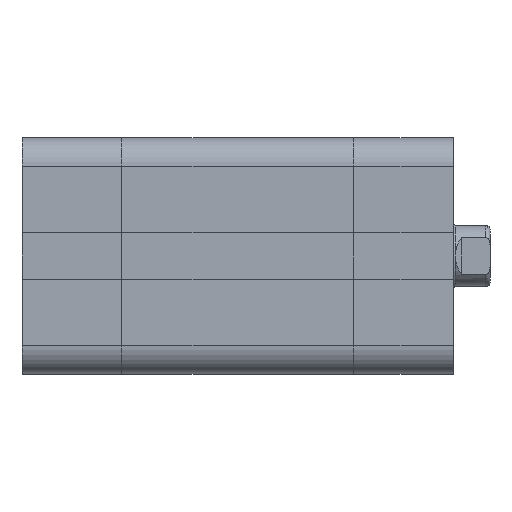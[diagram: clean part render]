
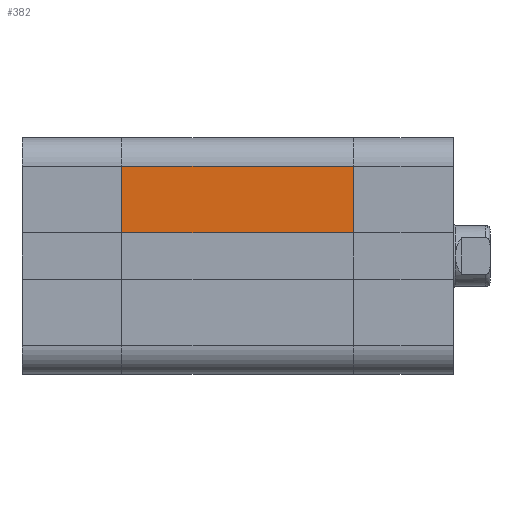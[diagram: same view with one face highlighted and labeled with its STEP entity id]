
A CAD part, front view. The second image highlights one B-rep face of the part: STEP entity #382.
In plain terms, the highlighted planar face has unit normal (0, -1, 0).
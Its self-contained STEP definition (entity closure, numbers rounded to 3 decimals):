
#253 = EDGE_LOOP ( 'NONE', ( #3211, #3213, #3202, #3209 ) ) ;
#382 = ADVANCED_FACE ( 'NONE', ( #3381 ), #5152, .T. ) ;
#1764 = EDGE_CURVE ( 'NONE', #4744, #2997, #3962, .T. ) ;
#1834 = EDGE_CURVE ( 'NONE', #3101, #4744, #4075, .T. ) ;
#1963 = EDGE_CURVE ( 'NONE', #4757, #2997, #7561, .T. ) ;
#1972 = EDGE_CURVE ( 'NONE', #3101, #4757, #7601, .T. ) ;
#2288 = AXIS2_PLACEMENT_3D ( 'NONE', #5151, #5154, #5155 ) ;
#2997 = VERTEX_POINT ( 'NONE', #7359 ) ;
#3101 = VERTEX_POINT ( 'NONE', #4433 ) ;
#3202 = ORIENTED_EDGE ( 'NONE', *, *, #1972, .F. ) ;
#3209 = ORIENTED_EDGE ( 'NONE', *, *, #1834, .T. ) ;
#3211 = ORIENTED_EDGE ( 'NONE', *, *, #1764, .T. ) ;
#3213 = ORIENTED_EDGE ( 'NONE', *, *, #1963, .F. ) ;
#3381 = FACE_OUTER_BOUND ( 'NONE', #253, .T. ) ;
#3960 = VECTOR ( 'NONE', #6049, 1000. ) ;
#3962 = LINE ( 'NONE', #6042, #3960 ) ;
#4062 = VECTOR ( 'NONE', #6217, 1000. ) ;
#4075 = LINE ( 'NONE', #6211, #4062 ) ;
#4433 = CARTESIAN_POINT ( 'NONE',  ( -11., -14.5, -28.5 ) ) ;
#4443 = CARTESIAN_POINT ( 'NONE',  ( -2.85, -14.5, -28.5 ) ) ;
#4455 = CARTESIAN_POINT ( 'NONE',  ( -11., -14.5, 0. ) ) ;
#4744 = VERTEX_POINT ( 'NONE', #4443 ) ;
#4757 = VERTEX_POINT ( 'NONE', #4455 ) ;
#5151 = CARTESIAN_POINT ( 'NONE',  ( -11., -14.5, -28.5 ) ) ;
#5152 = PLANE ( 'NONE',  #2288 ) ;
#5154 = DIRECTION ( 'NONE',  ( 0., -1., 0. ) ) ;
#5155 = DIRECTION ( 'NONE',  ( 0., 0., -1. ) ) ;
#6042 = CARTESIAN_POINT ( 'NONE',  ( -2.85, -14.5, -28.5 ) ) ;
#6049 = DIRECTION ( 'NONE',  ( 0., 0., 1. ) ) ;
#6211 = CARTESIAN_POINT ( 'NONE',  ( -11., -14.5, -28.5 ) ) ;
#6217 = DIRECTION ( 'NONE',  ( 1., 0., 0. ) ) ;
#6511 = CARTESIAN_POINT ( 'NONE',  ( -11., -14.5, 0. ) ) ;
#6520 = DIRECTION ( 'NONE',  ( 1., 0., 0. ) ) ;
#6535 = CARTESIAN_POINT ( 'NONE',  ( -11., -14.5, -28.5 ) ) ;
#6539 = DIRECTION ( 'NONE',  ( 0., 0., 1. ) ) ;
#7359 = CARTESIAN_POINT ( 'NONE',  ( -2.85, -14.5, 0. ) ) ;
#7561 = LINE ( 'NONE', #6511, #7590 ) ;
#7590 = VECTOR ( 'NONE', #6520, 1000. ) ;
#7601 = LINE ( 'NONE', #6535, #7608 ) ;
#7608 = VECTOR ( 'NONE', #6539, 1000. ) ;
